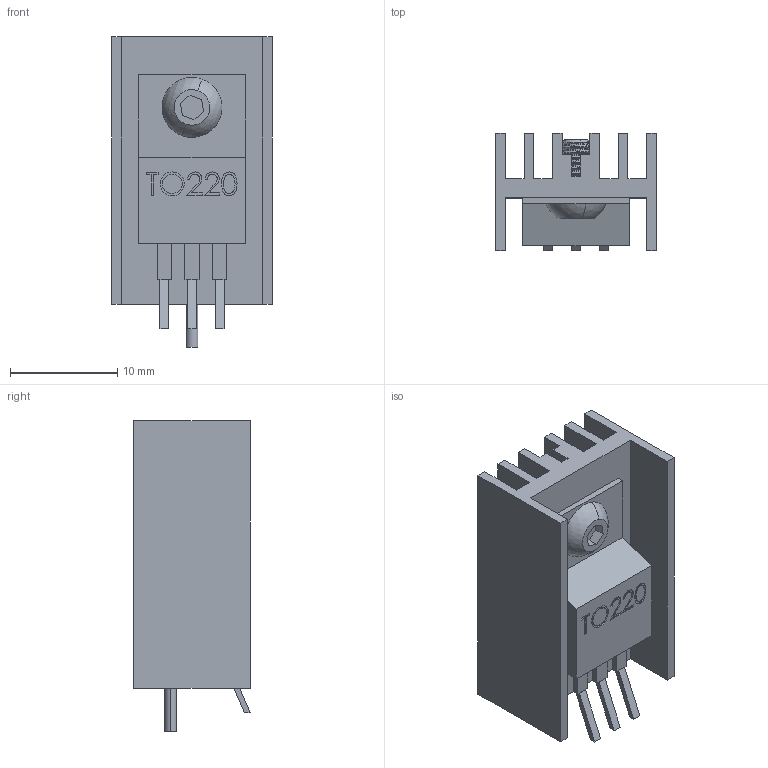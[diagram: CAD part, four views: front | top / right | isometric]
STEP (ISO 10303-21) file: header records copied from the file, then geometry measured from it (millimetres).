
FILE_DESCRIPTION (( 'STEP AP214' ), '1' );
FILE_NAME ('TO220 (bend) + radiator.STEP', '2023-06-28T14:13:28', ( '' ), ( '' ), 'SwSTEP 2.0', 'SolidWorks 2021', '' );
FILE_SCHEMA (( 'AUTOMOTIVE_DESIGN' ));
Length unit declared in the file: millimetre
Products named in the file (6): __________ _______.STEP.STEP; TO220 (bend).step; TO220 (bend) + radiator; ________.STEP.STEP; Âèíò M3õ6; 冓儰僗闉.STEP
Assembly tree (5 placements, depth 4):
  TO220 (bend) + radiator
    冓儰僗闉.STEP
      __________ _______.STEP.STEP
        ________.STEP.STEP
    TO220 (bend).step
    Âèíò M3õ6
Bounding box: 15 x 10.91 x 29 mm (x, y, z)
Volume: 2034.5 mm3; surface area: 3538.3 mm2
Topology: 5 solids, 5 shells, 204 faces, 533 edges, 350 vertices
Faces by surface type: plane 138, bspline 32, cylinder 30, sphere 2, cone 2
Entity records: 12497 total; most frequent: CARTESIAN_POINT 6974, ORIENTED_EDGE 1066, DIRECTION 818, EDGE_CURVE 533, VECTOR 390, LINE 390, VERTEX_POINT 350, EDGE_LOOP 219
